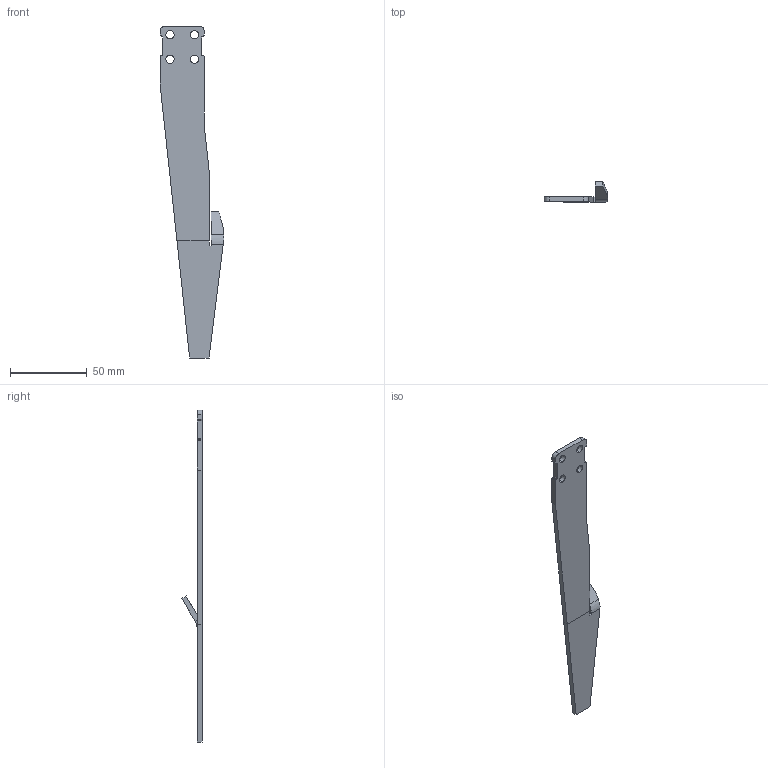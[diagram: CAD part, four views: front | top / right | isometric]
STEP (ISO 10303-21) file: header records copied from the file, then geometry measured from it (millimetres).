
FILE_DESCRIPTION (( 'STEP AP214' ), '1' );
FILE_NAME ('Barb Fork.STEP', '2024-05-22T13:17:39', ( '' ), ( '' ), 'SwSTEP 2.0', 'SolidWorks 2023', '' );
FILE_SCHEMA (( 'AUTOMOTIVE_DESIGN' ));
Length unit declared in the file: inch
Products named in the file (1): Barb Fork
Bounding box: 41.27 x 13.08 x 215.9 mm (x, y, z)
Volume: 16792.7 mm3; surface area: 12478 mm2
Topology: 1 solids, 1 shells, 52 faces, 138 edges, 88 vertices
Faces by surface type: plane 31, cylinder 20, bspline 1
Entity records: 1670 total; most frequent: CARTESIAN_POINT 312, DIRECTION 278, ORIENTED_EDGE 276, EDGE_CURVE 138, LINE 98, VECTOR 98, AXIS2_PLACEMENT_3D 90, VERTEX_POINT 88
